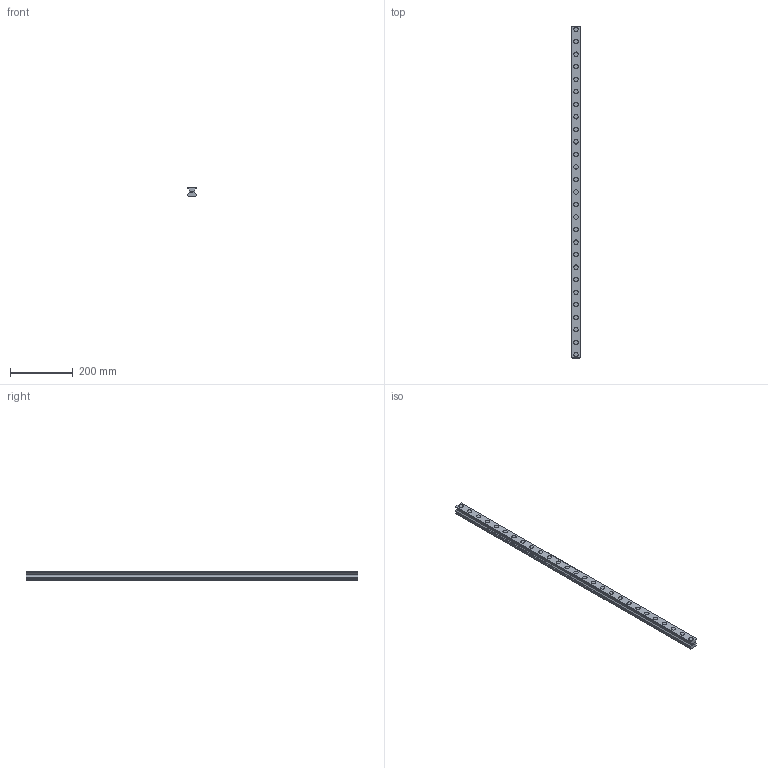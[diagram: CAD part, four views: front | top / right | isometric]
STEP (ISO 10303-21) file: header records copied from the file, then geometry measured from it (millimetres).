
FILE_DESCRIPTION(('STEP AP214'),'1');
FILE_NAME('cctmp_B5096EF2-3EBB-47D7-93B2-D2B36D9161F3_2021_03_11_11_31_16_0314..stp','2021-03-11T10:31:16',('HIWIN GmbH'),('CADClick - www.CADClick.com'),'Spatial InterOp 3D',' ','unknown authorization');
FILE_SCHEMA(('AUTOMOTIVE_DESIGN'));
Length unit declared in the file: millimetre
Products named in the file (1): RGR30R1060H_FILE
Bounding box: 28 x 1060 x 28 mm (x, y, z)
Volume: 606955.5 mm3; surface area: 158600 mm2
Topology: 1 solids, 1 shells, 358 faces, 813 edges, 542 vertices
Faces by surface type: cylinder 180, plane 178
Entity records: 13065 total; most frequent: DIRECTION 1891, CARTESIAN_POINT 1714, ORIENTED_EDGE 1626, EDGE_CURVE 813, AXIS2_PLACEMENT_3D 719, VERTEX_POINT 542, LINE 453, VECTOR 453
